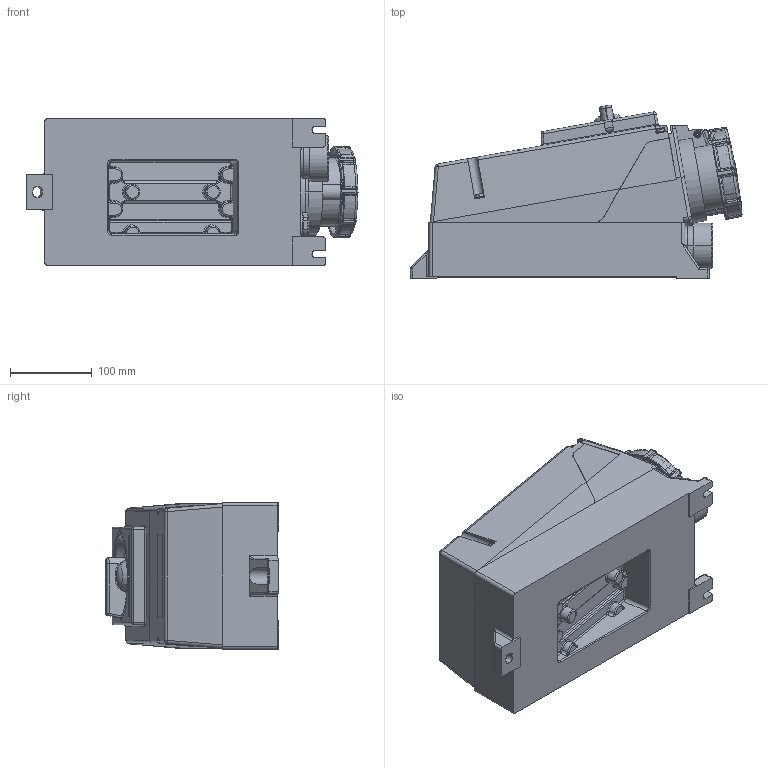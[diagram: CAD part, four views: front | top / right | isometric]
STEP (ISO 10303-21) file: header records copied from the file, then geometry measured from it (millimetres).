
FILE_DESCRIPTION (( 'STEP AP203' ), '1' );
FILE_NAME ('8579_31-___.STEP', '2015-05-20T06:16:34', ( '' ), ( '' ), 'SwSTEP 2.0', 'SolidWorks 2015', '' );
FILE_SCHEMA (( 'CONFIG_CONTROL_DESIGN' ));
Products named in the file (3): 8579-31-_Einkoerper; 8579_31-___; 8579-31-_Flansch_nur Deckel
Assembly tree (2 placements, depth 2):
  8579_31-___
    8579-31-_Flansch_nur Deckel
    8579-31-_Einkoerper
Bounding box: 406.88 x 212.42 x 180 mm (x, y, z)
Volume: 9087969.4 mm3; surface area: 516517.4 mm2
Topology: 2 solids, 2 shells, 2198 faces, 5871 edges, 3639 vertices
Faces by surface type: cylinder 665, plane 662, bspline 425, torus 259, cone 170, sphere 17
Entity records: 84603 total; most frequent: CARTESIAN_POINT 32799, ORIENTED_EDGE 11570, DIRECTION 9992, EDGE_CURVE 5785, AXIS2_PLACEMENT_3D 3850, VERTEX_POINT 3636, EDGE_LOOP 2317, LINE 2292
